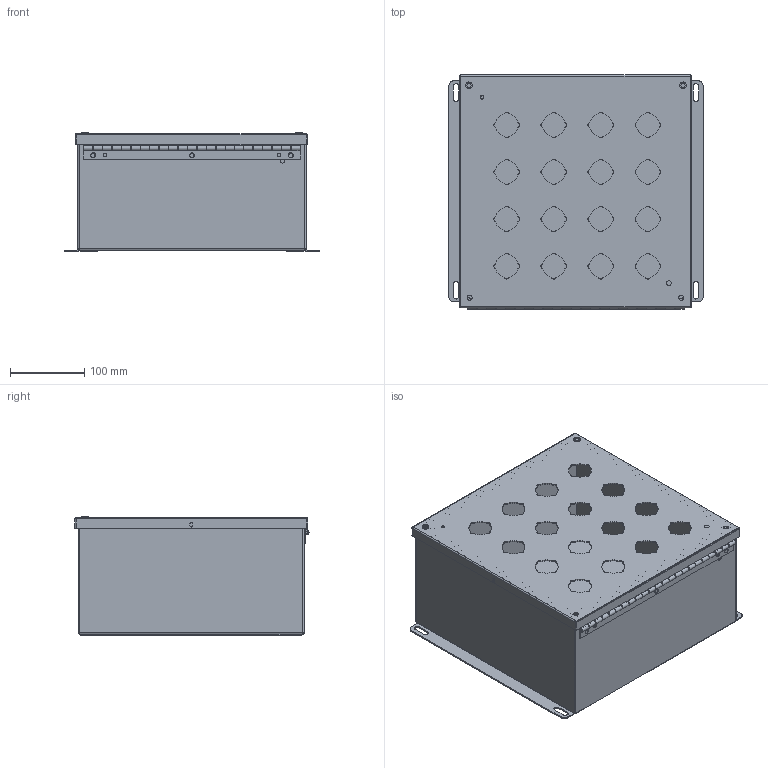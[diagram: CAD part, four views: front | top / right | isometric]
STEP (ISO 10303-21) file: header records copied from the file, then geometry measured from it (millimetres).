
FILE_DESCRIPTION (( 'STEP AP214' ), '1' );
FILE_NAME ('SCE-16PBH.STEP', '2023-07-28T11:00:44', ( '' ), ( '' ), 'SwSTEP 2.0', 'SolidWorks 2021', '' );
FILE_SCHEMA (( 'AUTOMOTIVE_DESIGN' ));
Length unit declared in the file: inch
Products named in the file (1): SCE-16PBH
Bounding box: 342.9 x 315.92 x 160.59 mm (x, y, z)
Volume: 862970.5 mm3; surface area: 1023187.2 mm2
Topology: 7 solids, 10 shells, 1119 faces, 2806 edges, 1724 vertices
Faces by surface type: cylinder 565, plane 402, bspline 118, cone 34
Full cylindrical faces by diameter (mm): 4.9 x2, 4.902 x1, 6.756 x2, 7.14 x4, 8.052 x4, 11.092 x4
Entity records: 49612 total; most frequent: CARTESIAN_POINT 22795, DIRECTION 5731, ORIENTED_EDGE 5522, EDGE_CURVE 2761, AXIS2_PLACEMENT_3D 2208, VERTEX_POINT 1724, LINE 1315, VECTOR 1315
